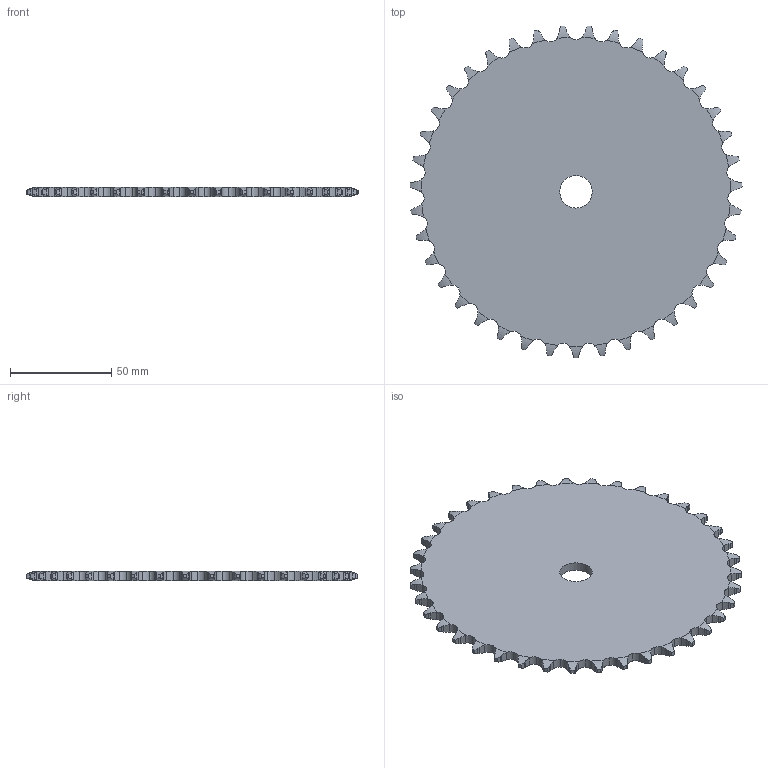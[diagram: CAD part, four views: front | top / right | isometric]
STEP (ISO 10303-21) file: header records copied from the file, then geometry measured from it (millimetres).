
FILE_DESCRIPTION(('FreeCAD Model'),'2;1');
FILE_NAME('Open CASCADE Shape Model','2022-02-19T15:51:55',('FreeCAD'),( 'FreeCAD'),'Open CASCADE STEP processor 7.4','FreeCAD','Unknown');
FILE_SCHEMA(('AUTOMOTIVE_DESIGN { 1 0 10303 214 1 1 1 1 }'));
Length unit declared in the file: millimetre
Products named in the file (1): Open CASCADE STEP translator 7.4 75
Bounding box: 163.73 x 163.6 x 4.5 mm (x, y, z)
Volume: 83829.3 mm3; surface area: 40798.5 mm2
Topology: 1 solids, 1 shells, 434 faces, 1296 edges, 864 vertices
Faces by surface type: cylinder 274, plane 80, torus 80
Full cylindrical faces by diameter (mm): 16 x1
Entity records: 38978 total; most frequent: CARTESIAN_POINT 17175, DIRECTION 2960, ORIENTED_EDGE 2592, PCURVE 2592, DEFINITIONAL_REPRESENTATION 2592, B_SPLINE_CURVE_WITH_KNOTS 1878, LINE 1454, VECTOR 1454
